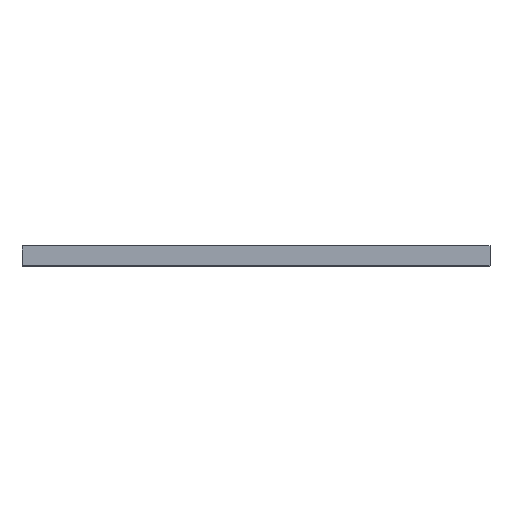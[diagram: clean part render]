
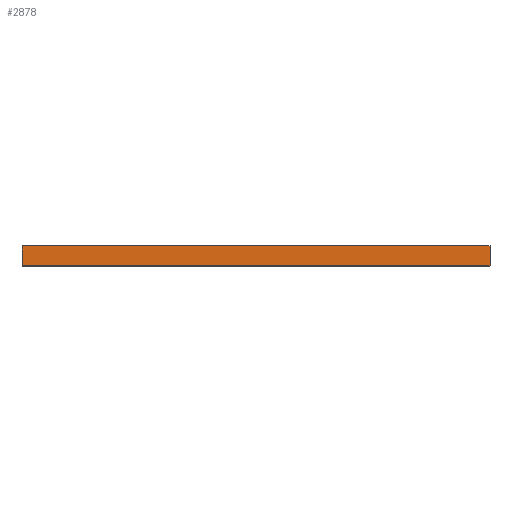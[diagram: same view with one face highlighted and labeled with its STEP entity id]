
A CAD part, top view. The second image highlights one B-rep face of the part: STEP entity #2878.
In plain terms, the highlighted planar face has unit normal (0, 0, 1).
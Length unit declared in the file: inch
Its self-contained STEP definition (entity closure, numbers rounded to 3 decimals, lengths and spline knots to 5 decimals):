
#344 = DIRECTION ( 'NONE',  ( 1., 0., 0. ) ) ;
#739 = DIRECTION ( 'NONE',  ( 1., 0., 0. ) ) ;
#1150 = VECTOR ( 'NONE', #6895, 39.37008 ) ;
#1385 = EDGE_CURVE ( 'NONE', #4744, #7443, #5751, .T. ) ;
#1602 = VECTOR ( 'NONE', #6550, 39.37008 ) ;
#2093 = CARTESIAN_POINT ( 'NONE',  ( 11.8125, 1., 6.5 ) ) ;
#2238 = LINE ( 'NONE', #7145, #1602 ) ;
#2301 = CARTESIAN_POINT ( 'NONE',  ( 11.8125, 0., 6.5 ) ) ;
#2316 = VECTOR ( 'NONE', #739, 39.37008 ) ;
#2756 = CARTESIAN_POINT ( 'NONE',  ( -11.8125, 1., 6.5 ) ) ;
#2878 = ADVANCED_FACE ( 'NONE', ( #4627 ), #4551, .F. ) ;
#3041 = CARTESIAN_POINT ( 'NONE',  ( 11.8125, 1., 6.5 ) ) ;
#3072 = VERTEX_POINT ( 'NONE', #5034 ) ;
#3234 = ORIENTED_EDGE ( 'NONE', *, *, #1385, .F. ) ;
#3504 = EDGE_LOOP ( 'NONE', ( #5099, #3234, #4202, #6318 ) ) ;
#3731 = CARTESIAN_POINT ( 'NONE',  ( -11.8125, 1., 6.5 ) ) ;
#3957 = EDGE_CURVE ( 'NONE', #6400, #3072, #2238, .T. ) ;
#4202 = ORIENTED_EDGE ( 'NONE', *, *, #7294, .F. ) ;
#4551 = PLANE ( 'NONE',  #5194 ) ;
#4627 = FACE_OUTER_BOUND ( 'NONE', #3504, .T. ) ;
#4715 = LINE ( 'NONE', #6086, #2316 ) ;
#4743 = EDGE_CURVE ( 'NONE', #3072, #7443, #4715, .T. ) ;
#4744 = VERTEX_POINT ( 'NONE', #3041 ) ;
#5034 = CARTESIAN_POINT ( 'NONE',  ( -11.8125, 0., 6.5 ) ) ;
#5099 = ORIENTED_EDGE ( 'NONE', *, *, #4743, .T. ) ;
#5194 = AXIS2_PLACEMENT_3D ( 'NONE', #2756, #6426, #6596 ) ;
#5664 = CARTESIAN_POINT ( 'NONE',  ( -11.8125, 1., 6.5 ) ) ;
#5751 = LINE ( 'NONE', #2093, #1150 ) ;
#5769 = LINE ( 'NONE', #5664, #7750 ) ;
#6086 = CARTESIAN_POINT ( 'NONE',  ( -11.8125, 0., 6.5 ) ) ;
#6318 = ORIENTED_EDGE ( 'NONE', *, *, #3957, .T. ) ;
#6400 = VERTEX_POINT ( 'NONE', #3731 ) ;
#6426 = DIRECTION ( 'NONE',  ( 0., 0., -1. ) ) ;
#6550 = DIRECTION ( 'NONE',  ( 0., -1., 0. ) ) ;
#6596 = DIRECTION ( 'NONE',  ( -1., 0., 0. ) ) ;
#6895 = DIRECTION ( 'NONE',  ( 0., -1., 0. ) ) ;
#7145 = CARTESIAN_POINT ( 'NONE',  ( -11.8125, 1., 6.5 ) ) ;
#7294 = EDGE_CURVE ( 'NONE', #6400, #4744, #5769, .T. ) ;
#7443 = VERTEX_POINT ( 'NONE', #2301 ) ;
#7750 = VECTOR ( 'NONE', #344, 39.37008 ) ;
